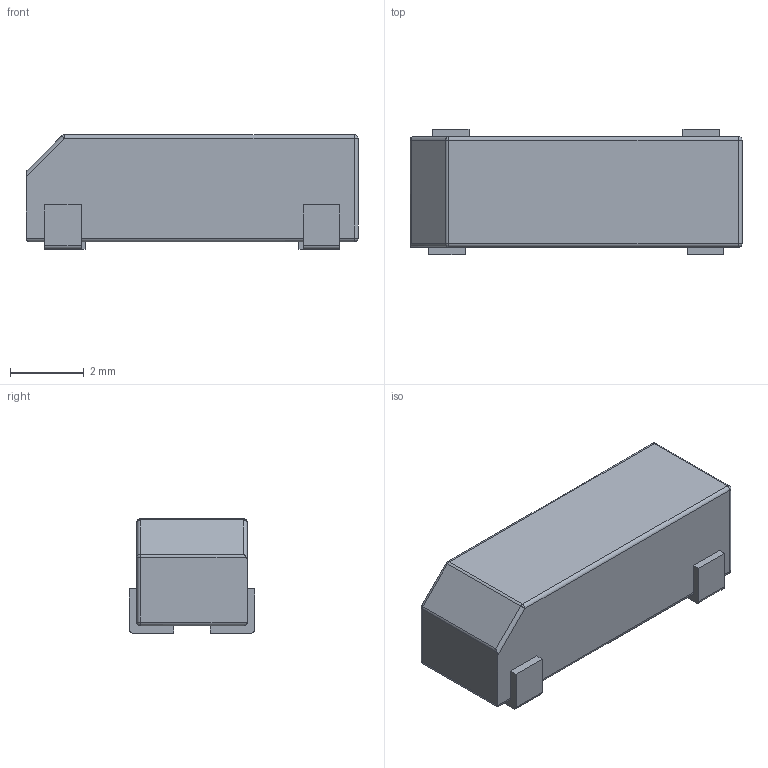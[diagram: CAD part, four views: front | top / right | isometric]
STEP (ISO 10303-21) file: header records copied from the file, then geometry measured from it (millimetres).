
FILE_DESCRIPTION(('STEP AP203'), '1');
FILE_NAME('sqm32s_1', '', ('UNSPECIFIED'), ('UNSPECIFIED'), 'ASCON STEP Converter 1.6', 'ASCON Math Kernel', '');
FILE_SCHEMA(('CONFIG_CONTROL_DESIGN'));
Length unit declared in the file: millimetre
Products named in the file (3): smq32s_контакт
Assembly tree (5 placements, depth 2):
  (unnamed)
    (unnamed)
    smq32s_контакт  x4
Bounding box: 9 x 3.4 x 3.1 mm (x, y, z)
Volume: 78.4 mm3; surface area: 140.9 mm2
Topology: 5 solids, 5 shells, 69 faces, 160 edges, 93 vertices
Faces by surface type: plane 39, cylinder 22, sphere 8
Entity records: 1457 total; most frequent: DIRECTION 195, CARTESIAN_POINT 179, ORIENTED_EDGE 160, EDGE_CURVE 80, AXIS2_PLACEMENT_3D 73, LINE 49, VECTOR 49, VERTEX_POINT 45
